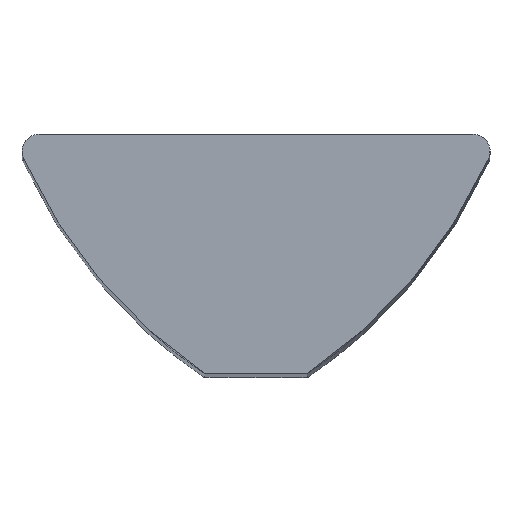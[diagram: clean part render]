
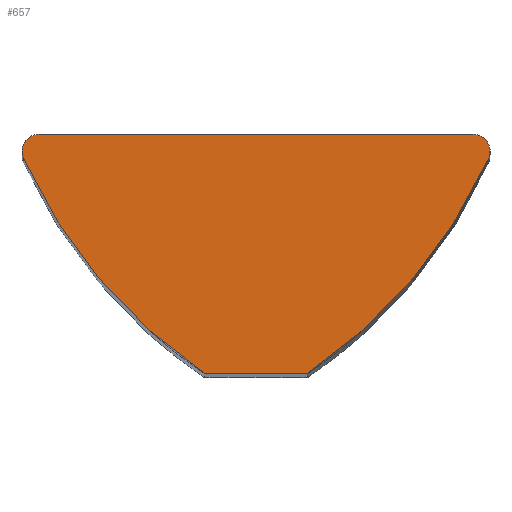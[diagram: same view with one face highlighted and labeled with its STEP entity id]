
A CAD part, top view. The second image highlights one B-rep face of the part: STEP entity #657.
In plain terms, the highlighted planar face has unit normal (0, 0, 1).
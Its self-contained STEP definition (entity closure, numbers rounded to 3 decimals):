
#1 = DIRECTION ( 'NONE',  ( -1., 0., 0. ) ) ;
#2 = DIRECTION ( 'NONE',  ( -1., 0., 0. ) ) ;
#5 = DIRECTION ( 'NONE',  ( 0., 0., -1. ) ) ;
#14 = DIRECTION ( 'NONE',  ( -1., 0., 0. ) ) ;
#40 = ORIENTED_EDGE ( 'NONE', *, *, #45, .T. ) ;
#43 = EDGE_CURVE ( 'NONE', #649, #85, #409, .T. ) ;
#45 = EDGE_CURVE ( 'NONE', #495, #85, #572, .T. ) ;
#55 = ORIENTED_EDGE ( 'NONE', *, *, #509, .F. ) ;
#56 = CARTESIAN_POINT ( 'NONE',  ( -6.35, -0.5, 38. ) ) ;
#60 = EDGE_CURVE ( 'NONE', #189, #411, #457, .T. ) ;
#66 = AXIS2_PLACEMENT_3D ( 'NONE', #267, #229, #377 ) ;
#85 = VERTEX_POINT ( 'NONE', #265 ) ;
#103 = CIRCLE ( 'NONE', #66, 0.5 ) ;
#130 = ORIENTED_EDGE ( 'NONE', *, *, #266, .F. ) ;
#134 = CARTESIAN_POINT ( 'NONE',  ( 6.35, 0., 38. ) ) ;
#158 = DIRECTION ( 'NONE',  ( -1., 0., 0. ) ) ;
#161 = EDGE_CURVE ( 'NONE', #495, #507, #103, .T. ) ;
#163 = CARTESIAN_POINT ( 'NONE',  ( 6.876, 5.444, 38. ) ) ;
#164 = CARTESIAN_POINT ( 'NONE',  ( -6.85, -0.5, 38. ) ) ;
#183 = AXIS2_PLACEMENT_3D ( 'NONE', #526, #378, #2 ) ;
#189 = VERTEX_POINT ( 'NONE', #541 ) ;
#222 = PLANE ( 'NONE',  #183 ) ;
#229 = DIRECTION ( 'NONE',  ( 0., 0., -1. ) ) ;
#242 = AXIS2_PLACEMENT_3D ( 'NONE', #308, #5, #158 ) ;
#250 = CIRCLE ( 'NONE', #302, 0.5 ) ;
#264 = ORIENTED_EDGE ( 'NONE', *, *, #161, .F. ) ;
#265 = CARTESIAN_POINT ( 'NONE',  ( -6.35, 0., 38. ) ) ;
#266 = EDGE_CURVE ( 'NONE', #507, #613, #636, .T. ) ;
#267 = CARTESIAN_POINT ( 'NONE',  ( 6.35, -0.5, 38. ) ) ;
#302 = AXIS2_PLACEMENT_3D ( 'NONE', #56, #450, #662 ) ;
#308 = CARTESIAN_POINT ( 'NONE',  ( -6.35, -0.5, 38. ) ) ;
#314 = DIRECTION ( 'NONE',  ( -1., 0., 0. ) ) ;
#321 = VECTOR ( 'NONE', #314, 1000. ) ;
#352 = LINE ( 'NONE', #623, #321 ) ;
#377 = DIRECTION ( 'NONE',  ( -1., 0., 0. ) ) ;
#378 = DIRECTION ( 'NONE',  ( 0., 0., -1. ) ) ;
#409 = CIRCLE ( 'NONE', #242, 0.5 ) ;
#411 = VERTEX_POINT ( 'NONE', #588 ) ;
#450 = DIRECTION ( 'NONE',  ( 0., 0., -1. ) ) ;
#453 = EDGE_LOOP ( 'NONE', ( #40, #595, #55, #587, #464, #130, #264 ) ) ;
#457 = CIRCLE ( 'NONE', #496, 15. ) ;
#464 = ORIENTED_EDGE ( 'NONE', *, *, #622, .F. ) ;
#482 = FACE_OUTER_BOUND ( 'NONE', #453, .T. ) ;
#483 = VECTOR ( 'NONE', #1, 1000. ) ;
#484 = CARTESIAN_POINT ( 'NONE',  ( -6.876, 5.444, 38. ) ) ;
#489 = DIRECTION ( 'NONE',  ( 0., 0., -1. ) ) ;
#495 = VERTEX_POINT ( 'NONE', #134 ) ;
#496 = AXIS2_PLACEMENT_3D ( 'NONE', #163, #667, #579 ) ;
#507 = VERTEX_POINT ( 'NONE', #666 ) ;
#509 = EDGE_CURVE ( 'NONE', #411, #649, #250, .T. ) ;
#522 = CARTESIAN_POINT ( 'NONE',  ( 6.35, 0., 38. ) ) ;
#526 = CARTESIAN_POINT ( 'NONE',  ( 6.35, -0.5, 38. ) ) ;
#541 = CARTESIAN_POINT ( 'NONE',  ( -1.5, -7., 38. ) ) ;
#572 = LINE ( 'NONE', #522, #483 ) ;
#579 = DIRECTION ( 'NONE',  ( -1., 0., 0. ) ) ;
#587 = ORIENTED_EDGE ( 'NONE', *, *, #60, .F. ) ;
#588 = CARTESIAN_POINT ( 'NONE',  ( -6.806, -0.705, 38. ) ) ;
#595 = ORIENTED_EDGE ( 'NONE', *, *, #43, .F. ) ;
#609 = AXIS2_PLACEMENT_3D ( 'NONE', #484, #489, #14 ) ;
#613 = VERTEX_POINT ( 'NONE', #656 ) ;
#622 = EDGE_CURVE ( 'NONE', #613, #189, #352, .T. ) ;
#623 = CARTESIAN_POINT ( 'NONE',  ( 6.35, -7., 38. ) ) ;
#636 = CIRCLE ( 'NONE', #609, 15. ) ;
#649 = VERTEX_POINT ( 'NONE', #164 ) ;
#656 = CARTESIAN_POINT ( 'NONE',  ( 1.5, -7., 38. ) ) ;
#657 = ADVANCED_FACE ( 'NONE', ( #482 ), #222, .F. ) ;
#662 = DIRECTION ( 'NONE',  ( -1., 0., 0. ) ) ;
#666 = CARTESIAN_POINT ( 'NONE',  ( 6.806, -0.705, 38. ) ) ;
#667 = DIRECTION ( 'NONE',  ( 0., 0., -1. ) ) ;
